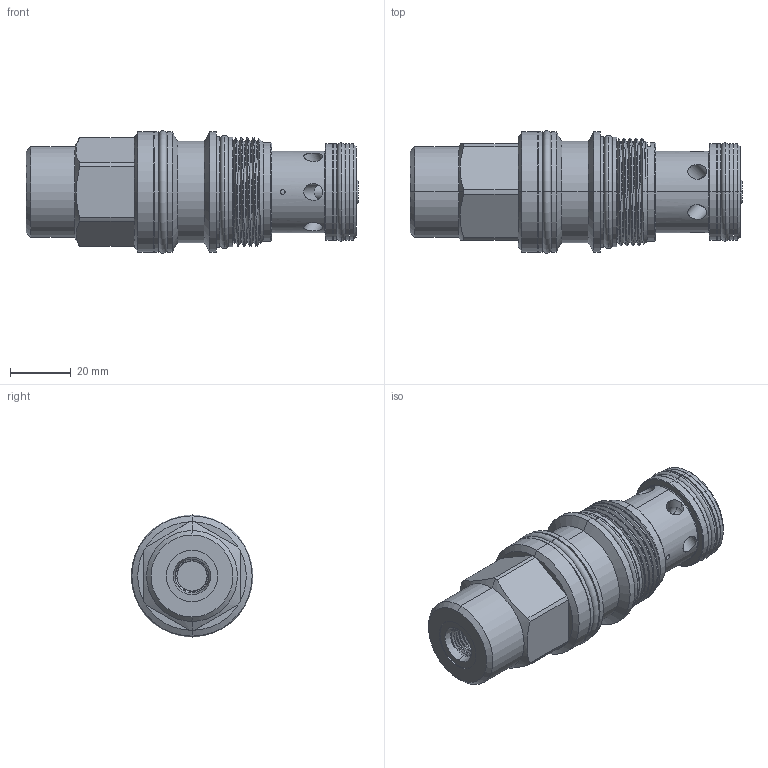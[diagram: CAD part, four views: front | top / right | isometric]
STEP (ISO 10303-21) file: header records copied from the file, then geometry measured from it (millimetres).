
FILE_DESCRIPTION (( 'STEP AP214' ), '1' );
FILE_NAME ('CK17A3C-S04.STEP', '2016-04-15T00:24:49', ( '' ), ( '' ), 'SwSTEP 2.0', 'SolidWorks 2012', '' );
FILE_SCHEMA (( 'AUTOMOTIVE_DESIGN' ));
Length unit declared in the file: millimetre
Products named in the file (1): CK17A3C-S04
Bounding box: 109.48 x 40.39 x 40.39 mm (x, y, z)
Volume: 85035.3 mm3; surface area: 27142.7 mm2
Topology: 7 solids, 7 shells, 272 faces, 618 edges, 375 vertices
Faces by surface type: cylinder 125, cone 52, plane 47, torus 33, bspline 13, sphere 2
Entity records: 14970 total; most frequent: CARTESIAN_POINT 5915, DIRECTION 1288, ORIENTED_EDGE 1232, EDGE_CURVE 616, AXIS2_PLACEMENT_3D 551, VERTEX_POINT 375, EDGE_LOOP 317, CIRCLE 291
